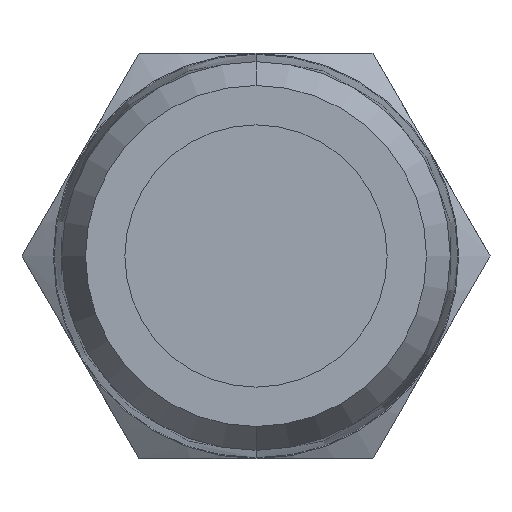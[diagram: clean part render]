
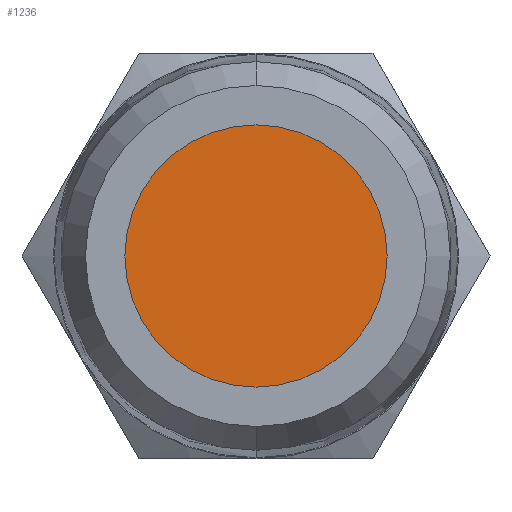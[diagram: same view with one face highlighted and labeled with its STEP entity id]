
A CAD part, front view. The second image highlights one B-rep face of the part: STEP entity #1236.
In plain terms, the highlighted planar face has unit normal (0, -1, 0).
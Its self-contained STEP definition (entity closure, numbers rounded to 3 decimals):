
#91 = AXIS2_PLACEMENT_3D ( 'NONE', #1128, #1129, #1130 ) ;
#178 = AXIS2_PLACEMENT_3D ( 'NONE', #888, #889, #890 ) ;
#184 = AXIS2_PLACEMENT_3D ( 'NONE', #909, #910, #1184 ) ;
#371 = ORIENTED_EDGE ( 'NONE', *, *, #2291, .F. ) ;
#372 = ORIENTED_EDGE ( 'NONE', *, *, #2282, .F. ) ;
#647 = EDGE_LOOP ( 'NONE', ( #371, #372 ) ) ;
#888 = CARTESIAN_POINT ( 'NONE',  ( 0., 0.926, 0. ) ) ;
#889 = DIRECTION ( 'NONE',  ( 0., 1., 0. ) ) ;
#890 = DIRECTION ( 'NONE',  ( 0., 0., 1. ) ) ;
#909 = CARTESIAN_POINT ( 'NONE',  ( 0., 0.926, 0. ) ) ;
#910 = DIRECTION ( 'NONE',  ( 0., 1., 0. ) ) ;
#1120 = PLANE ( 'NONE',  #91 ) ;
#1128 = CARTESIAN_POINT ( 'NONE',  ( 0., 0.926, 0. ) ) ;
#1129 = DIRECTION ( 'NONE',  ( 0., 1., 0. ) ) ;
#1130 = DIRECTION ( 'NONE',  ( 0., 0., 1. ) ) ;
#1184 = DIRECTION ( 'NONE',  ( 0., 0., 1. ) ) ;
#1236 = ADVANCED_FACE ( 'NONE', ( #2194 ), #1120, .F. ) ;
#1364 = CARTESIAN_POINT ( 'NONE',  ( -5.5, 0.926, 0. ) ) ;
#1384 = CARTESIAN_POINT ( 'NONE',  ( 5.5, 0.926, 0. ) ) ;
#1467 = CIRCLE ( 'NONE', #178, 5.5 ) ;
#1481 = CIRCLE ( 'NONE', #184, 5.5 ) ;
#2194 = FACE_OUTER_BOUND ( 'NONE', #647, .T. ) ;
#2282 = EDGE_CURVE ( 'NONE', #2524, #2523, #1467, .T. ) ;
#2291 = EDGE_CURVE ( 'NONE', #2523, #2524, #1481, .T. ) ;
#2523 = VERTEX_POINT ( 'NONE', #1364 ) ;
#2524 = VERTEX_POINT ( 'NONE', #1384 ) ;
